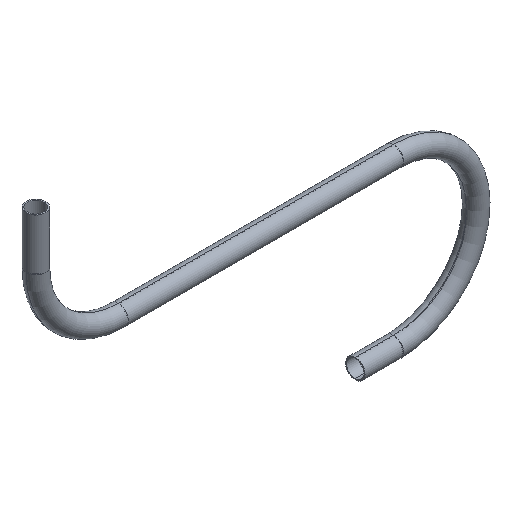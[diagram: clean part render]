
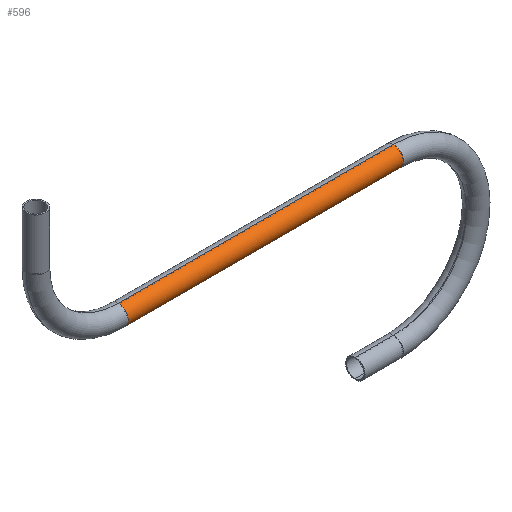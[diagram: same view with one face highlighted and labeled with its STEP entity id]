
A CAD part, isometric view. The second image highlights one B-rep face of the part: STEP entity #596.
In plain terms, the highlighted cylindrical face has radius 44.45 mm (diameter 88.9 mm), a partial arc.
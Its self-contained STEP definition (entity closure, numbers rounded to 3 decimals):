
#4 = CARTESIAN_POINT ( 'NONE',  ( 624.5, 0., 44.45 ) ) ;
#57 = DIRECTION ( 'NONE',  ( -1., 0., 0. ) ) ;
#93 = EDGE_CURVE ( 'NONE', #439, #536, #220, .T. ) ;
#95 = AXIS2_PLACEMENT_3D ( 'NONE', #243, #192, #102 ) ;
#102 = DIRECTION ( 'NONE',  ( 0., 0., -1. ) ) ;
#179 = CARTESIAN_POINT ( 'NONE',  ( -624.5, 0., 44.45 ) ) ;
#185 = VECTOR ( 'NONE', #57, 1000. ) ;
#188 = EDGE_CURVE ( 'NONE', #536, #207, #244, .T. ) ;
#192 = DIRECTION ( 'NONE',  ( 1., 0., 0. ) ) ;
#207 = VERTEX_POINT ( 'NONE', #448 ) ;
#209 = CARTESIAN_POINT ( 'NONE',  ( 624.5, 0., -44.45 ) ) ;
#220 = LINE ( 'NONE', #4, #263 ) ;
#232 = EDGE_CURVE ( 'NONE', #439, #300, #492, .T. ) ;
#243 = CARTESIAN_POINT ( 'NONE',  ( -624.5, 0., 0. ) ) ;
#244 = CIRCLE ( 'NONE', #95, 44.45 ) ;
#245 = AXIS2_PLACEMENT_3D ( 'NONE', #344, #511, #305 ) ;
#253 = CARTESIAN_POINT ( 'NONE',  ( 624.5, 0., -44.45 ) ) ;
#263 = VECTOR ( 'NONE', #515, 1000. ) ;
#300 = VERTEX_POINT ( 'NONE', #253 ) ;
#305 = DIRECTION ( 'NONE',  ( 0., 0., 1. ) ) ;
#344 = CARTESIAN_POINT ( 'NONE',  ( 624.5, 0., 0. ) ) ;
#382 = EDGE_CURVE ( 'NONE', #300, #207, #613, .T. ) ;
#383 = FACE_OUTER_BOUND ( 'NONE', #521, .T. ) ;
#415 = AXIS2_PLACEMENT_3D ( 'NONE', #440, #488, #481 ) ;
#439 = VERTEX_POINT ( 'NONE', #478 ) ;
#440 = CARTESIAN_POINT ( 'NONE',  ( 624.5, 0., 0. ) ) ;
#441 = ORIENTED_EDGE ( 'NONE', *, *, #232, .F. ) ;
#448 = CARTESIAN_POINT ( 'NONE',  ( -624.5, 0., -44.45 ) ) ;
#478 = CARTESIAN_POINT ( 'NONE',  ( 624.5, 0., 44.45 ) ) ;
#481 = DIRECTION ( 'NONE',  ( 0., 0., 1. ) ) ;
#488 = DIRECTION ( 'NONE',  ( -1., 0., 0. ) ) ;
#492 = CIRCLE ( 'NONE', #245, 44.45 ) ;
#510 = ORIENTED_EDGE ( 'NONE', *, *, #382, .F. ) ;
#511 = DIRECTION ( 'NONE',  ( 1., 0., 0. ) ) ;
#515 = DIRECTION ( 'NONE',  ( -1., 0., 0. ) ) ;
#521 = EDGE_LOOP ( 'NONE', ( #510, #441, #577, #606 ) ) ;
#536 = VERTEX_POINT ( 'NONE', #179 ) ;
#577 = ORIENTED_EDGE ( 'NONE', *, *, #93, .T. ) ;
#579 = CYLINDRICAL_SURFACE ( 'NONE', #415, 44.45 ) ;
#596 = ADVANCED_FACE ( 'NONE', ( #383 ), #579, .T. ) ;
#606 = ORIENTED_EDGE ( 'NONE', *, *, #188, .T. ) ;
#613 = LINE ( 'NONE', #209, #185 ) ;
